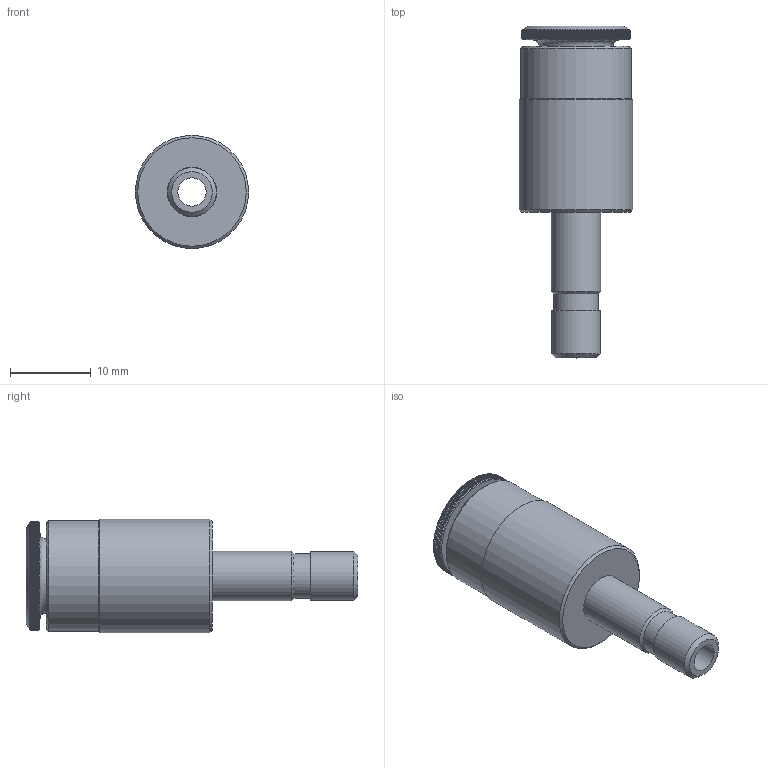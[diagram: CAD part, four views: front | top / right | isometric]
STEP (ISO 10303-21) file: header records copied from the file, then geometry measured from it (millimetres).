
FILE_DESCRIPTION((''),'2;1');
FILE_NAME('Schlauchvergroeßerung 6er auf 8er Schlauch A27005039.stp','2006-03-02T10:28:41',('ScheitB'),(''),'Autodesk Inventor 10','Autodesk Inventor 10','');
FILE_SCHEMA(('AUTOMOTIVE_DESIGN { 1 0 10303 214 1 1 1 1 }'));
Length unit declared in the file: millimetre
Products named in the file (1): anvgr01a
Bounding box: 14 x 41 x 14 mm (x, y, z)
Volume: 2722.9 mm3; surface area: 2446.2 mm2
Topology: 1 solids, 1 shells, 623 faces, 1840 edges, 1222 vertices
Faces by surface type: plane 405, cylinder 207, cone 10, bspline 1
Full cylindrical faces by diameter (mm): 3.5 x1, 5.5 x1, 6 x1, 6.1 x1, 8.2 x1, 13.7 x1, 14 x1
Entity records: 19921 total; most frequent: CARTESIAN_POINT 5312, ORIENTED_EDGE 3644, DIRECTION 2690, EDGE_CURVE 1822, VERTEX_POINT 1222, AXIS2_PLACEMENT_3D 1045, EDGE_LOOP 646, FACE_OUTER_BOUND 623
